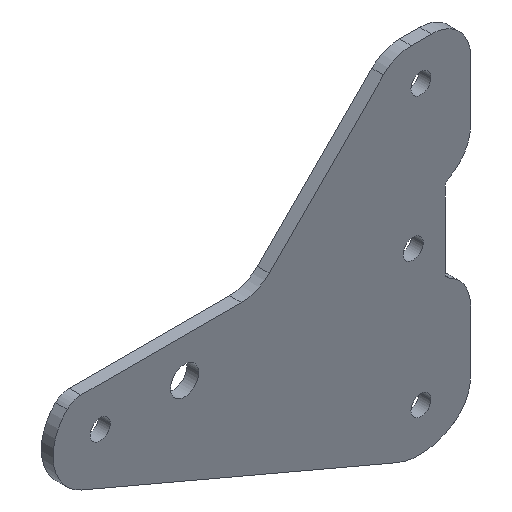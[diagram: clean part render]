
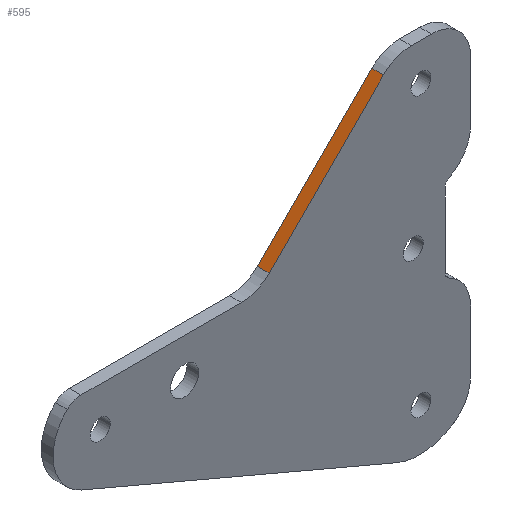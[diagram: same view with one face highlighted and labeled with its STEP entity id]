
A CAD part, isometric view. The second image highlights one B-rep face of the part: STEP entity #595.
In plain terms, the highlighted planar face has unit normal (-0.707, 0, 0.707).
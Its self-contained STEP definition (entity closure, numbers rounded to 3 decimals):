
#24 = LINE ( 'NONE', #988, #769 ) ;
#36 = CARTESIAN_POINT ( 'NONE',  ( 171.422, 70.665, 59.806 ) ) ;
#68 = DIRECTION ( 'NONE',  ( -0.707, 0., -0.707 ) ) ;
#80 = VERTEX_POINT ( 'NONE', #1016 ) ;
#88 = CARTESIAN_POINT ( 'NONE',  ( 200.564, 67.665, 88.948 ) ) ;
#198 = DIRECTION ( 'NONE',  ( -0.707, 0., -0.707 ) ) ;
#207 = FACE_OUTER_BOUND ( 'NONE', #350, .T. ) ;
#213 = AXIS2_PLACEMENT_3D ( 'NONE', #277, #685, #68 ) ;
#254 = VECTOR ( 'NONE', #198, 1000. ) ;
#277 = CARTESIAN_POINT ( 'NONE',  ( 168.493, 67.665, 56.877 ) ) ;
#350 = EDGE_LOOP ( 'NONE', ( #1059, #481, #1076, #476 ) ) ;
#355 = VERTEX_POINT ( 'NONE', #859 ) ;
#440 = EDGE_CURVE ( 'NONE', #856, #355, #1096, .T. ) ;
#473 = CARTESIAN_POINT ( 'NONE',  ( 171.422, 70.665, 59.806 ) ) ;
#476 = ORIENTED_EDGE ( 'NONE', *, *, #491, .F. ) ;
#481 = ORIENTED_EDGE ( 'NONE', *, *, #637, .F. ) ;
#491 = EDGE_CURVE ( 'NONE', #749, #856, #775, .T. ) ;
#497 = VECTOR ( 'NONE', #779, 1000. ) ;
#504 = DIRECTION ( 'NONE',  ( 0., 1., 0. ) ) ;
#539 = VECTOR ( 'NONE', #871, 1000. ) ;
#562 = LINE ( 'NONE', #88, #254 ) ;
#595 = ADVANCED_FACE ( 'NONE', ( #207 ), #901, .T. ) ;
#622 = CARTESIAN_POINT ( 'NONE',  ( 200.564, 70.665, 88.948 ) ) ;
#635 = EDGE_CURVE ( 'NONE', #80, #749, #24, .T. ) ;
#637 = EDGE_CURVE ( 'NONE', #355, #80, #562, .T. ) ;
#685 = DIRECTION ( 'NONE',  ( -0.707, 0., 0.707 ) ) ;
#749 = VERTEX_POINT ( 'NONE', #473 ) ;
#769 = VECTOR ( 'NONE', #504, 1000. ) ;
#775 = LINE ( 'NONE', #36, #539 ) ;
#779 = DIRECTION ( 'NONE',  ( 0., -1., 0. ) ) ;
#856 = VERTEX_POINT ( 'NONE', #965 ) ;
#859 = CARTESIAN_POINT ( 'NONE',  ( 200.564, 67.665, 88.948 ) ) ;
#871 = DIRECTION ( 'NONE',  ( 0.707, 0., 0.707 ) ) ;
#901 = PLANE ( 'NONE',  #213 ) ;
#965 = CARTESIAN_POINT ( 'NONE',  ( 200.564, 70.665, 88.948 ) ) ;
#988 = CARTESIAN_POINT ( 'NONE',  ( 171.422, 68.165, 59.806 ) ) ;
#1016 = CARTESIAN_POINT ( 'NONE',  ( 171.422, 67.665, 59.806 ) ) ;
#1059 = ORIENTED_EDGE ( 'NONE', *, *, #635, .F. ) ;
#1076 = ORIENTED_EDGE ( 'NONE', *, *, #440, .F. ) ;
#1096 = LINE ( 'NONE', #622, #497 ) ;
